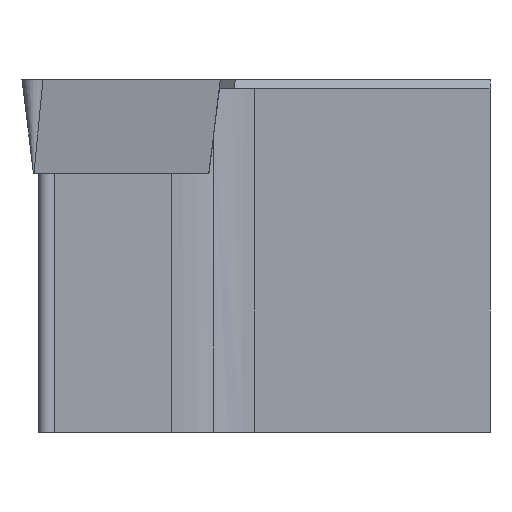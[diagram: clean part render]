
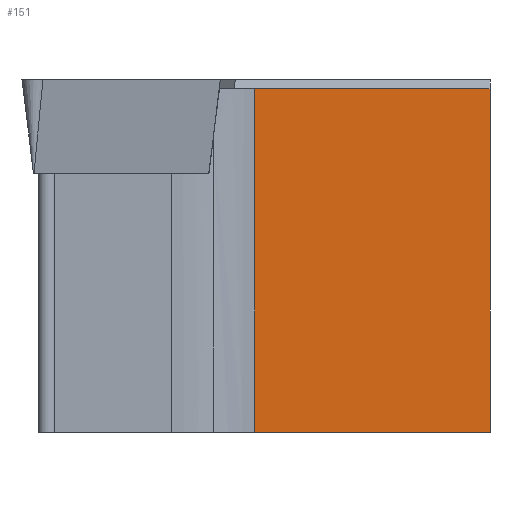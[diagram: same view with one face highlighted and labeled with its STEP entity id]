
A CAD part, left-side view. The second image highlights one B-rep face of the part: STEP entity #151.
In plain terms, the highlighted planar face has unit normal (-0.616, -0.788, 0).
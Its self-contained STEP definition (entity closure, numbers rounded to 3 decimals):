
#151=ADVANCED_FACE('',(#202),#173,.F.);
#173=PLANE('',#668);
#202=FACE_OUTER_BOUND('',#231,.T.);
#231=EDGE_LOOP('',(#364,#365,#366,#367));
#364=ORIENTED_EDGE('',*,*,#482,.F.);
#365=ORIENTED_EDGE('',*,*,#486,.F.);
#366=ORIENTED_EDGE('',*,*,#505,.T.);
#367=ORIENTED_EDGE('',*,*,#466,.F.);
#397=VERTEX_POINT('',#865);
#410=VERTEX_POINT('',#890);
#420=VERTEX_POINT('',#922);
#423=VERTEX_POINT('',#931);
#466=EDGE_CURVE('',#410,#397,#532,.T.);
#482=EDGE_CURVE('',#420,#410,#548,.T.);
#486=EDGE_CURVE('',#423,#420,#551,.T.);
#505=EDGE_CURVE('',#423,#397,#563,.T.);
#532=LINE('',#891,#589);
#548=LINE('',#923,#605);
#551=LINE('',#932,#608);
#563=LINE('',#969,#620);
#589=VECTOR('',#730,1.);
#605=VECTOR('',#758,1.);
#608=VECTOR('',#767,1.);
#620=VECTOR('',#809,1.);
#668=AXIS2_PLACEMENT_3D('',#972,#814,#815);
#730=DIRECTION('',(-0.788,0.616,0.));
#758=DIRECTION('',(0.,0.,-1.));
#767=DIRECTION('',(0.788,-0.616,0.));
#809=DIRECTION('',(0.,0.,-1.));
#814=DIRECTION('',(0.616,0.788,0.));
#815=DIRECTION('',(0.788,-0.616,0.));
#865=CARTESIAN_POINT('',(10.222,8.014,-12.));
#890=CARTESIAN_POINT('',(20.479,0.,-12.));
#891=CARTESIAN_POINT('',(10.222,8.014,-12.));
#922=CARTESIAN_POINT('',(20.479,0.,-0.3));
#923=CARTESIAN_POINT('',(20.479,0.,-40.));
#931=CARTESIAN_POINT('',(10.222,8.014,-0.3));
#932=CARTESIAN_POINT('',(10.222,8.014,-0.3));
#969=CARTESIAN_POINT('',(10.222,8.014,-40.));
#972=CARTESIAN_POINT('',(10.222,8.014,-40.));
